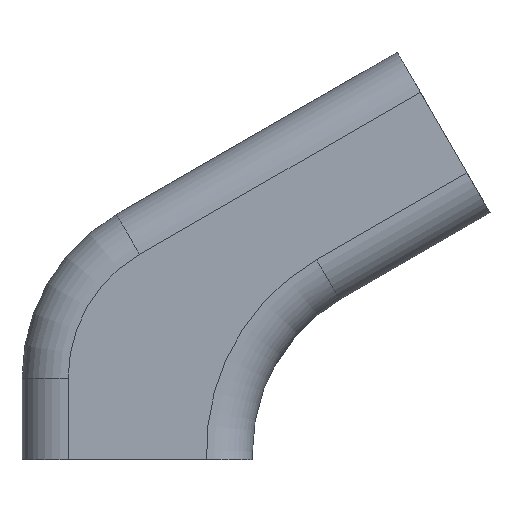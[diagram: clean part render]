
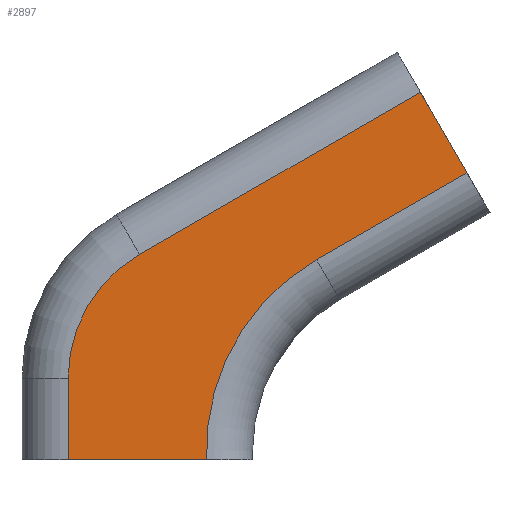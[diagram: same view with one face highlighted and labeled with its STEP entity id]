
A CAD part, left-side view. The second image highlights one B-rep face of the part: STEP entity #2897.
In plain terms, the highlighted planar face has unit normal (-1, 0, 0).
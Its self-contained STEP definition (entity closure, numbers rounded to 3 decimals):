
#184=PLANE('',#3165);
#322=FACE_OUTER_BOUND('',#531,.T.);
#531=EDGE_LOOP('',(#2710,#2711,#2712,#2713,#2714,#2715,#2716));
#575=CIRCLE('',#3013,23.9);
#587=CIRCLE('',#3033,15.5);
#837=LINE('',#4420,#1116);
#842=LINE('',#4465,#1121);
#860=LINE('',#4536,#1139);
#863=LINE('',#4548,#1142);
#903=LINE('',#4705,#1182);
#1116=VECTOR('',#3567,10.);
#1121=VECTOR('',#3588,10.);
#1139=VECTOR('',#3628,10.);
#1142=VECTOR('',#3643,10.);
#1182=VECTOR('',#3809,10.);
#1367=VERTEX_POINT('',#4417);
#1368=VERTEX_POINT('',#4419);
#1372=VERTEX_POINT('',#4432);
#1378=VERTEX_POINT('',#4463);
#1397=VERTEX_POINT('',#4533);
#1398=VERTEX_POINT('',#4535);
#1400=VERTEX_POINT('',#4541);
#1706=EDGE_CURVE('',#1367,#1368,#837,.T.);
#1711=EDGE_CURVE('',#1368,#1372,#575,.T.);
#1719=EDGE_CURVE('',#1367,#1378,#842,.T.);
#1744=EDGE_CURVE('',#1397,#1398,#860,.T.);
#1749=EDGE_CURVE('',#1398,#1400,#587,.T.);
#1751=EDGE_CURVE('',#1400,#1378,#863,.T.);
#1832=EDGE_CURVE('',#1372,#1397,#903,.T.);
#2710=ORIENTED_EDGE('',*,*,#1706,.F.);
#2711=ORIENTED_EDGE('',*,*,#1719,.T.);
#2712=ORIENTED_EDGE('',*,*,#1751,.F.);
#2713=ORIENTED_EDGE('',*,*,#1749,.F.);
#2714=ORIENTED_EDGE('',*,*,#1744,.F.);
#2715=ORIENTED_EDGE('',*,*,#1832,.F.);
#2716=ORIENTED_EDGE('',*,*,#1711,.F.);
#2897=ADVANCED_FACE('',(#322),#184,.T.);
#3013=AXIS2_PLACEMENT_3D('',#4433,#3575,#3576);
#3033=AXIS2_PLACEMENT_3D('',#4545,#3638,#3639);
#3165=AXIS2_PLACEMENT_3D('',#4834,#3977,#3978);
#3567=DIRECTION('',(0.,0.866,-0.5));
#3575=DIRECTION('center_axis',(-1.,0.,0.));
#3576=DIRECTION('ref_axis',(0.,0.866,0.5));
#3588=DIRECTION('',(0.,0.5,0.866));
#3628=DIRECTION('',(0.,0.,1.));
#3638=DIRECTION('center_axis',(1.,0.,0.));
#3639=DIRECTION('ref_axis',(0.,0.866,0.5));
#3643=DIRECTION('',(0.,-0.866,0.5));
#3809=DIRECTION('',(0.,1.,0.));
#3977=DIRECTION('center_axis',(-1.,0.,0.));
#3978=DIRECTION('ref_axis',(0.,-0.5,-0.866));
#4417=CARTESIAN_POINT('',(-22.55,-18.98,9.226));
#4419=CARTESIAN_POINT('',(-22.55,-2.677,-0.187));
#4420=CARTESIAN_POINT('',(-22.55,21.723,-14.274));
#4432=CARTESIAN_POINT('',(-22.55,9.253,-21.872));
#4433=CARTESIAN_POINT('Origin',(-22.55,-14.627,-20.885));
#4463=CARTESIAN_POINT('',(-22.55,-13.93,17.973));
#4465=CARTESIAN_POINT('',(-22.55,-13.942,17.951));
#4533=CARTESIAN_POINT('',(-22.55,24.273,-21.872));
#4535=CARTESIAN_POINT('',(-22.55,24.273,-13.033));
#4536=CARTESIAN_POINT('',(-22.55,24.273,-1.197));
#4541=CARTESIAN_POINT('',(-22.55,16.523,0.391));
#4545=CARTESIAN_POINT('Origin',(-22.55,8.773,-13.033));
#4548=CARTESIAN_POINT('',(-22.55,26.773,-5.527));
#4705=CARTESIAN_POINT('',(-22.55,23.023,-21.872));
#4834=CARTESIAN_POINT('Origin',(-22.55,29.273,-1.197));
